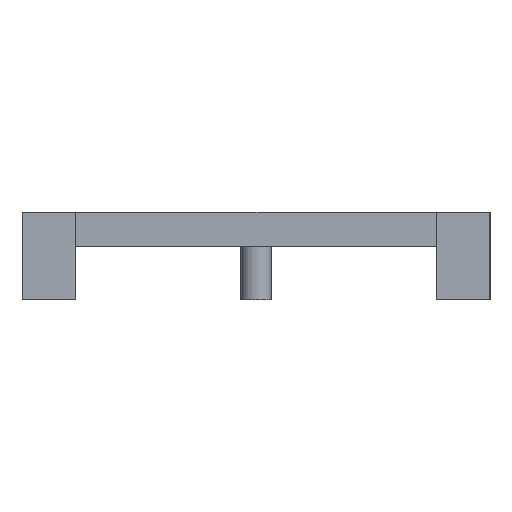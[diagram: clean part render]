
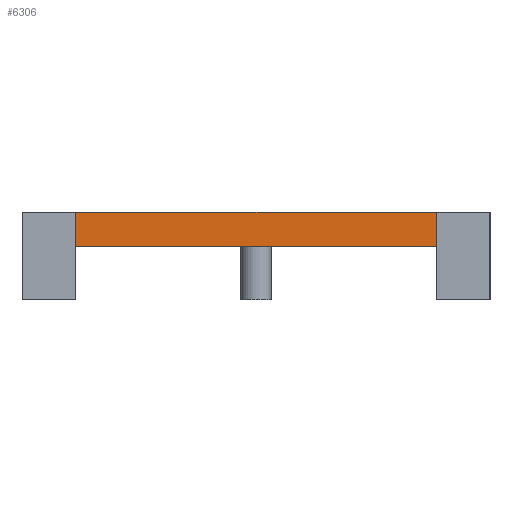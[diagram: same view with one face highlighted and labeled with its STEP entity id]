
A CAD part, left-side view. The second image highlights one B-rep face of the part: STEP entity #6306.
In plain terms, the highlighted planar face has unit normal (-1, 0, 0).
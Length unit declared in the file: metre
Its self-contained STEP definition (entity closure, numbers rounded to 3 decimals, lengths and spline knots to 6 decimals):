
#302=ORIENTED_EDGE('',*,*,#2113,.T.);
#303=ORIENTED_EDGE('',*,*,#2160,.T.);
#304=ORIENTED_EDGE('',*,*,#2161,.F.);
#305=ORIENTED_EDGE('',*,*,#2162,.F.);
#2113=EDGE_CURVE('',#3040,#3039,#3670,.T.);
#2160=EDGE_CURVE('',#3039,#3082,#3717,.T.);
#2161=EDGE_CURVE('',#3083,#3082,#3718,.T.);
#2162=EDGE_CURVE('',#3040,#3083,#3719,.T.);
#3039=VERTEX_POINT('',#8973);
#3040=VERTEX_POINT('',#8975);
#3082=VERTEX_POINT('',#9066);
#3083=VERTEX_POINT('',#9068);
#3670=LINE('',#8974,#4602);
#3717=LINE('',#9065,#4649);
#3718=LINE('',#9067,#4650);
#3719=LINE('',#9069,#4651);
#4602=VECTOR('',#7195,1.);
#4649=VECTOR('',#7246,1.);
#4650=VECTOR('',#7247,1.);
#4651=VECTOR('',#7248,1.);
#5331=EDGE_LOOP('',(#302,#303,#304,#305));
#5664=FACE_BOUND('',#5331,.T.);
#5990=PLANE('',#6639);
#6306=ADVANCED_FACE('',(#5664),#5990,.T.);
#6639=AXIS2_PLACEMENT_3D('',#9064,#7244,#7245);
#7195=DIRECTION('',(0.,-1.,0.));
#7244=DIRECTION('',(-1.,0.,0.));
#7245=DIRECTION('',(0.,0.,1.));
#7246=DIRECTION('',(0.,0.,1.));
#7247=DIRECTION('',(0.,-1.,0.));
#7248=DIRECTION('',(0.,0.,1.));
#8973=CARTESIAN_POINT('',(-0.042863,-0.023585,-0.0045));
#8974=CARTESIAN_POINT('',(-0.042863,0.028586,-0.0045));
#8975=CARTESIAN_POINT('',(-0.042863,0.023598,-0.0045));
#9064=CARTESIAN_POINT('',(-0.042863,0.028586,-0.0045));
#9065=CARTESIAN_POINT('',(-0.042863,-0.023585,-0.0115));
#9066=CARTESIAN_POINT('',(-0.042863,-0.023585,0.));
#9067=CARTESIAN_POINT('',(-0.042863,0.028586,0.));
#9068=CARTESIAN_POINT('',(-0.042863,0.023598,0.));
#9069=CARTESIAN_POINT('',(-0.042863,0.023598,-0.0115));
